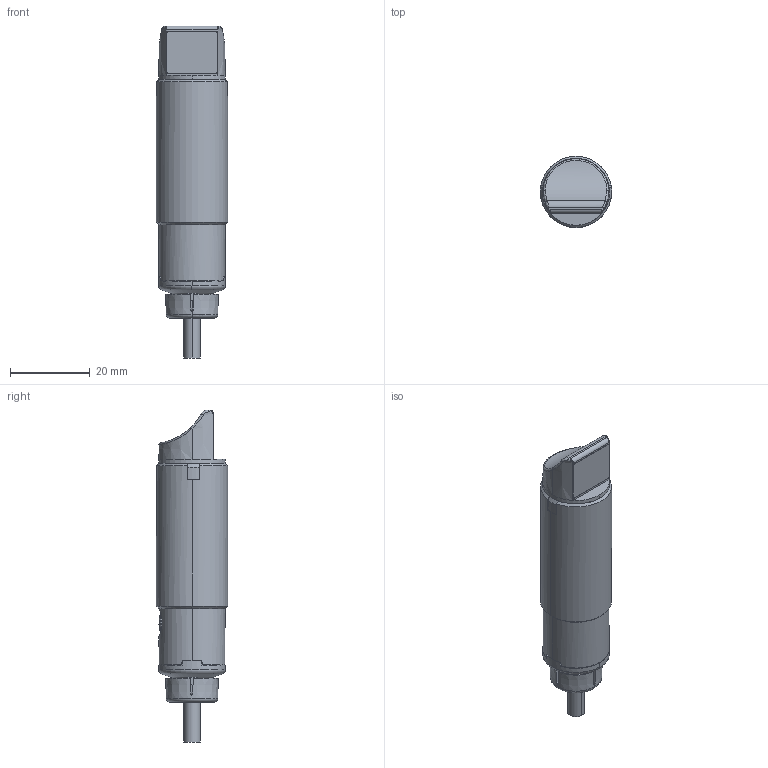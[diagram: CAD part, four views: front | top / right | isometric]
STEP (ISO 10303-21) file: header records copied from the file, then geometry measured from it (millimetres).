
FILE_DESCRIPTION((''),'2;1');
FILE_NAME('036','2021-02-02T12:55:56',('axu'),(''),'CREO PARAMETRIC BY PTC INC, 2019292','CREO PARAMETRIC BY PTC INC, 2019292','');
FILE_SCHEMA(('CONFIG_CONTROL_DESIGN','SHAPE_APPEARANCE_LAYERS_GROUPS'));
Length unit declared in the file: millimetre
Products named in the file (1): 036
Bounding box: 17.88 x 17.88 x 83.4 mm (x, y, z)
Volume: 15328.4 mm3; surface area: 8592.6 mm2
Topology: 1 solids, 2 shells, 392 faces, 1078 edges, 682 vertices
Faces by surface type: plane 133, cylinder 112, bspline 59, torus 42, cone 34, sphere 12
Entity records: 20002 total; most frequent: CARTESIAN_POINT 5854, ORIENTED_EDGE 2136, DIRECTION 1905, EDGE_CURVE 1068, AXIS2_PLACEMENT_3D 772, FILL_AREA_STYLE_COLOUR 736, FILL_AREA_STYLE 736, SURFACE_STYLE_FILL_AREA 736
